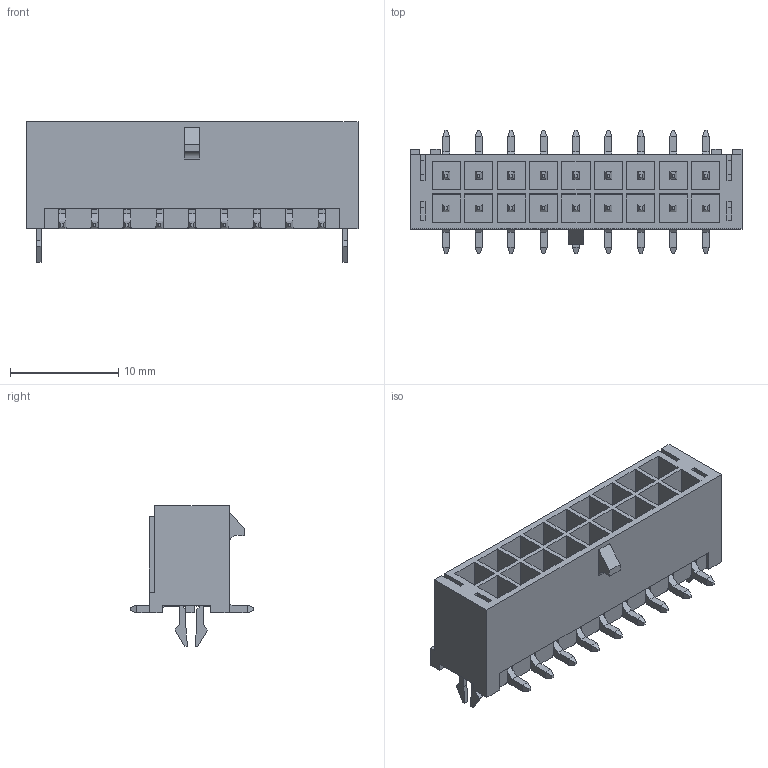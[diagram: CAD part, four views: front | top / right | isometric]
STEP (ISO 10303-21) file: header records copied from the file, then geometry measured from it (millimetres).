
FILE_DESCRIPTION(/* description */ ('Unknown'),/* implementation_level */ '2;1');
FILE_NAME(/* name */ '662018235922',/* time_stamp */ '2017-07-06T09:20:39+02:00',/* author */ ('Unknown'),/* organization */ ('Unknown'),/* preprocessor_version */ 'ST-DEVELOPER v16.7',/* originating_system */ 'DEX',/* authorisation */ $);
FILE_SCHEMA (('AUTOMOTIVE_DESIGN {1 0 10303 214 3 1 1}'));
Length unit declared in the file: millimetre
Products named in the file (4): 6620xx235922; 662018235922; 6620xx235922_PIN
Assembly tree (21 placements, depth 2):
  6620xx235922
    662018235922
    6620xx235922  x2
    6620xx235922_PIN  x18
Bounding box: 30.7 x 11.4 x 13 mm (x, y, z)
Volume: 1146.1 mm3; surface area: 3583.1 mm2
Topology: 21 solids, 21 shells, 970 faces, 2655 edges, 1722 vertices
Faces by surface type: plane 913, cylinder 57
Entity records: 16953 total; most frequent: CARTESIAN_POINT 3025, ORIENTED_EDGE 3002, DIRECTION 2631, EDGE_CURVE 1501, LINE 1423, VECTOR 1423, VERTEX_POINT 998, AXIS2_PLACEMENT_3D 604
